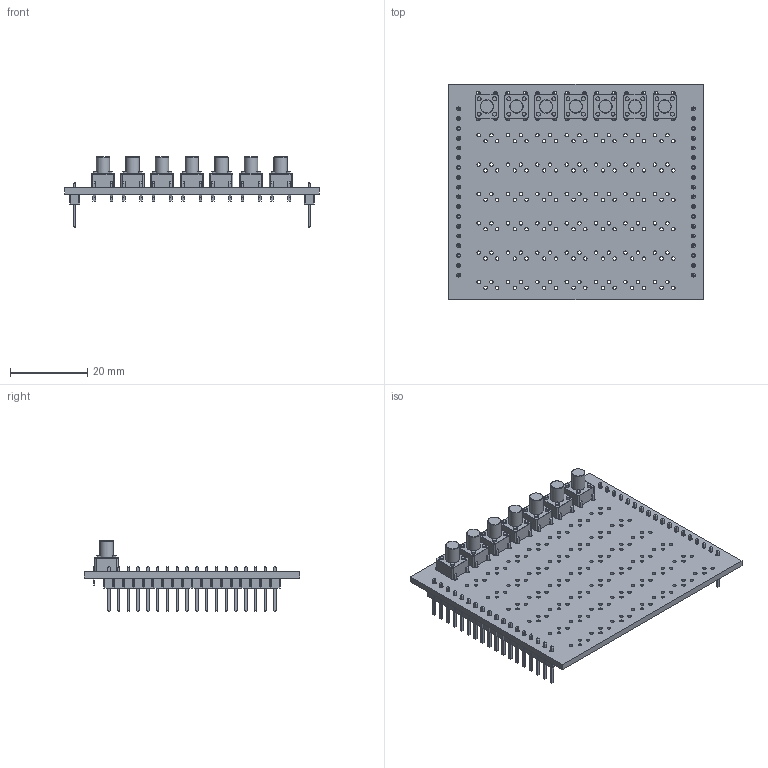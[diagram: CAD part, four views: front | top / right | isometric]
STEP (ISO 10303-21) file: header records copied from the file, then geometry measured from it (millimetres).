
FILE_DESCRIPTION(('KiCad electronic assembly'),'2;1');
FILE_NAME('LED_PCB.step','2020-03-08T00:24:45',('An Author'),( 'A Company'),'Open CASCADE STEP processor 6.9', 'KiCad to STEP converter','Unknown');
FILE_SCHEMA(('AUTOMOTIVE_DESIGN { 1 0 10303 214 1 1 1 1 }'));
Length unit declared in the file: millimetre
Products named in the file (6): Open CASCADE STEP translator 6.9 1; SW_PUSH_6mm_H8mm; SOLID; PinHeader_1x18_P2.54mm_Vertical; COMPOUND
Assembly tree (12 placements, depth 3):
  Open CASCADE STEP translator 6.9 1
    SW_PUSH_6mm_H8mm  x7
      SOLID
    PinHeader_1x18_P2.54mm_Vertical  x2
      SOLID
    COMPOUND
Bounding box: 66.04 x 55.88 x 18.24 mm (x, y, z)
Volume: 7596 mm3; surface area: 12037.8 mm2
Topology: 10 solids, 10 shells, 1845 faces, 4747 edges, 3029 vertices
Faces by surface type: plane 1319, cylinder 519, torus 7
Full cylindrical faces by diameter (mm): 0.9 x168, 1 x64, 1.1 x28, 3.5 x7
Entity records: 55176 total; most frequent: CARTESIAN_POINT 8410, DIRECTION 8198, LINE 5023, VECTOR 5023, ORIENTED_EDGE 4070, PCURVE 4070, DEFINITIONAL_REPRESENTATION 4070, EDGE_CURVE 2035
